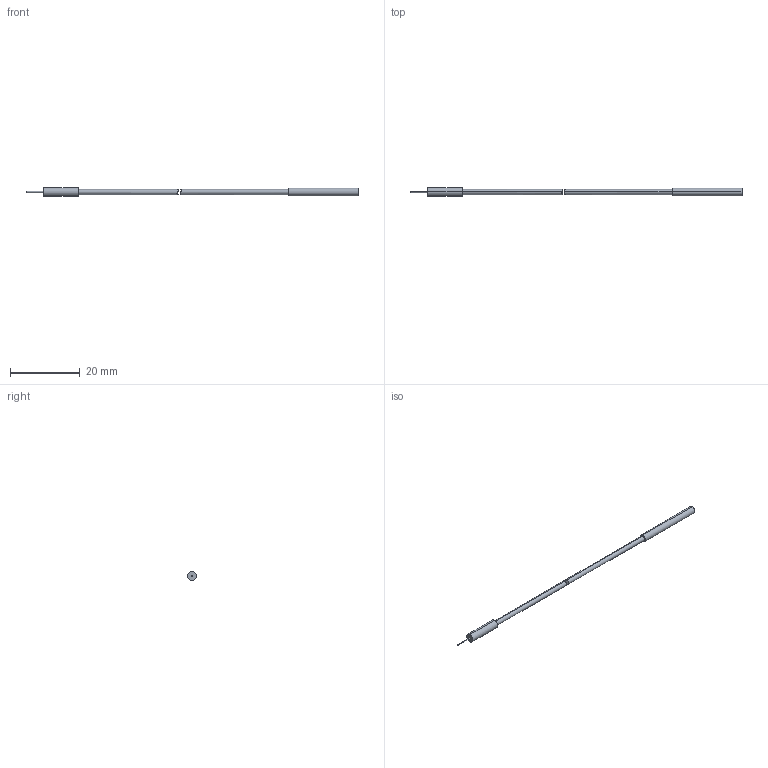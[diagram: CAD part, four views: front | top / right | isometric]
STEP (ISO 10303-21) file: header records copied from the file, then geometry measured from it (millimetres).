
FILE_DESCRIPTION((''),'2;1');
FILE_NAME('194375_ASM','2016-03-24T',('PDMAdmin'),(''),'PRO/ENGINEER BY PARAMETRIC TECHNOLOGY CORPORATION, 2013230','PRO/ENGINEER BY PARAMETRIC TECHNOLOGY CORPORATION, 2013230','');
FILE_SCHEMA(('CONFIG_CONTROL_DESIGN'));
Length unit declared in the file: millimetre
Products named in the file (3): 97794; 97794_ASM; 194375_ASM
Assembly tree (2 placements, depth 3):
  194375_ASM
    97794_ASM
      97794
Bounding box: 95 x 2.5 x 2.5 mm (x, y, z)
Volume: 229.9 mm3; surface area: 518.4 mm2
Topology: 2 solids, 2 shells, 20 faces, 36 edges, 24 vertices
Faces by surface type: cylinder 12, plane 6, extrusion 2
Entity records: 726 total; most frequent: CARTESIAN_POINT 228, DIRECTION 102, ORIENTED_EDGE 72, AXIS2_PLACEMENT_3D 44, EDGE_CURVE 36, VERTEX_POINT 24, EDGE_LOOP 24, FACE_OUTER_BOUND 20
